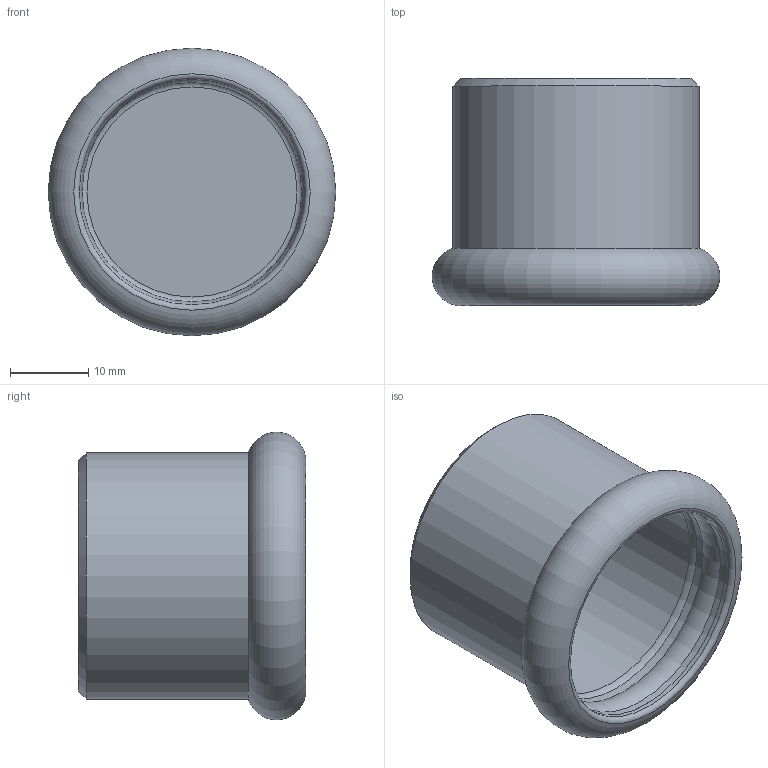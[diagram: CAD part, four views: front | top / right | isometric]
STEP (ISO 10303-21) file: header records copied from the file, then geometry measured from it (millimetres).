
FILE_DESCRIPTION(/* description */ (''),/* implementation_level */ '2;1');
FILE_NAME(/* name */ '183028003_Inoxpres.stp',/* time_stamp */ '2022-10-11T12:03:04+02:00',/* author */ ('Vault'),/* organization */ ('Raccorderie metalliche s.p.a. '),/* preprocessor_version */ 'ST-DEVELOPER v18.1',/* originating_system */ 'Autodesk Inventor 2020',/* authorisation */ 'Raccorderie metalliche s.p.a. ');
FILE_SCHEMA (('AUTOMOTIVE_DESIGN { 1 0 10303 214 3 1 1 }'));
Length unit declared in the file: millimetre
Products named in the file (1): 183028003_Inoxpres
Bounding box: 36.68 x 29 x 36.68 mm (x, y, z)
Volume: 8621.8 mm3; surface area: 6768.9 mm2
Topology: 1 solids, 1 shells, 14 faces, 38 edges, 26 vertices
Faces by surface type: torus 5, cone 4, cylinder 3, plane 2
Full cylindrical faces by diameter (mm): 28.4 x1, 28.8 x1, 31.4 x1
Entity records: 510 total; most frequent: DIRECTION 99, CARTESIAN_POINT 79, ORIENTED_EDGE 76, AXIS2_PLACEMENT_3D 46, EDGE_CURVE 38, CIRCLE 31, VERTEX_POINT 26, FACE_OUTER_BOUND 14
